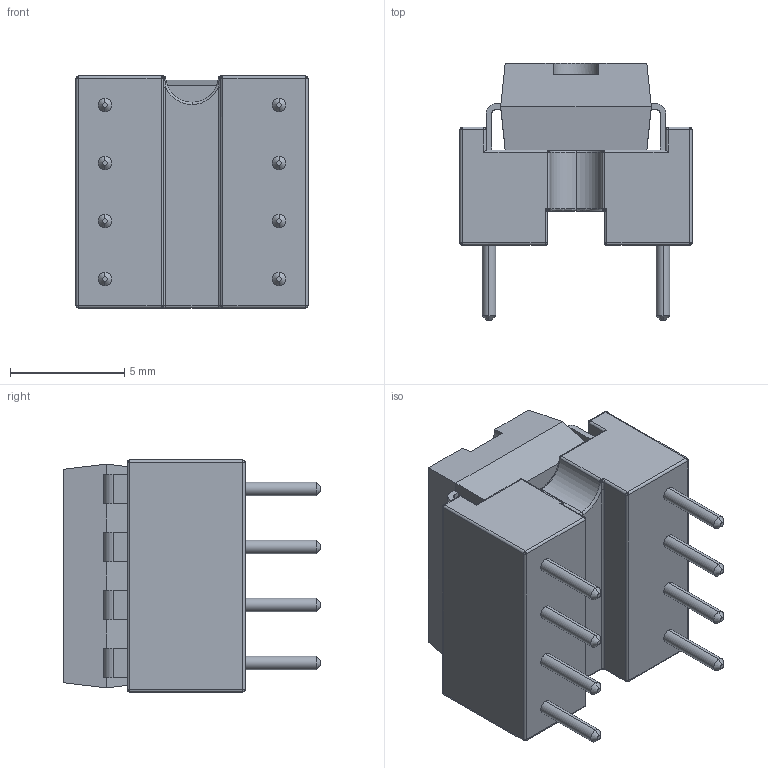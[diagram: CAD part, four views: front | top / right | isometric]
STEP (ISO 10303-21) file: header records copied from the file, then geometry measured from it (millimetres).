
FILE_DESCRIPTION (( 'STEP AP214' ), '1' );
FILE_NAME ('DIP8_SOCKET.STEP', '2017-12-13T15:52:11', ( '' ), ( '' ), 'SwSTEP 2.0', 'SolidWorks 2018', '' );
FILE_SCHEMA (( 'AUTOMOTIVE_DESIGN' ));
Length unit declared in the file: millimetre
Products named in the file (3): DIP8_SOCKET; DIP8_Valor predeterminado; SOCKET8_PART
Assembly tree (2 placements, depth 2):
  DIP8_SOCKET
    DIP8_Valor predeterminado
    SOCKET8_PART
Bounding box: 10.16 x 11.26 x 10.16 mm (x, y, z)
Volume: 625.9 mm3; surface area: 907.3 mm2
Topology: 2 solids, 2 shells, 337 faces, 939 edges, 572 vertices
Faces by surface type: plane 178, cylinder 89, bspline 54, cone 16
Entity records: 13316 total; most frequent: CARTESIAN_POINT 2782, ORIENTED_EDGE 1794, DIRECTION 1703, EDGE_CURVE 897, VECTOR 595, LINE 595, VERTEX_POINT 572, AXIS2_PLACEMENT_3D 554
